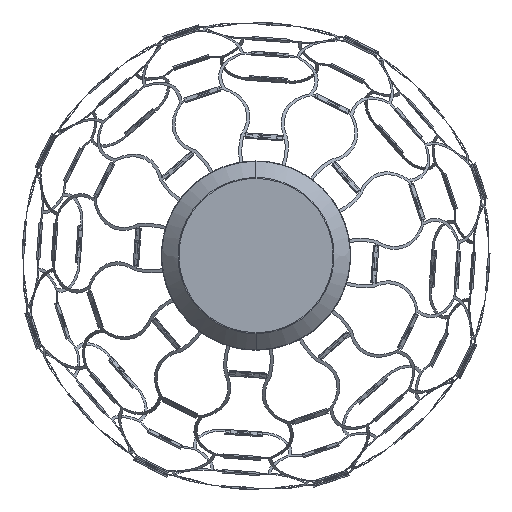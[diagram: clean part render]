
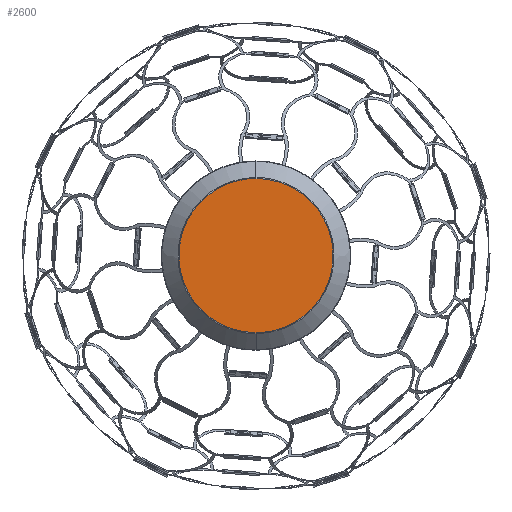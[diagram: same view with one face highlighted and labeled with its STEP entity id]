
A CAD part, top view. The second image highlights one B-rep face of the part: STEP entity #2600.
In plain terms, the highlighted planar face has unit normal (0, 0, 1).
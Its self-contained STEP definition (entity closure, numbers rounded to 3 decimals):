
#2600=ADVANCED_FACE('',(#3788),#21632,.T.);
#3788=FACE_OUTER_BOUND('',#4976,.T.);
#4976=EDGE_LOOP('',(#6178,#6179));
#6178=ORIENTED_EDGE('',*,*,#11792,.F.);
#6179=ORIENTED_EDGE('',*,*,#11797,.F.);
#11792=EDGE_CURVE('',#18941,#18940,#18906,.T.);
#11797=EDGE_CURVE('',#18940,#18941,#18911,.T.);
#18906=(
BOUNDED_CURVE()
B_SPLINE_CURVE(2,(#26015,#26016,#26017,#26018,#26019),.UNSPECIFIED.,.F.,
 .F.)
B_SPLINE_CURVE_WITH_KNOTS((3,2,3),(0.,155.957,311.913),
 .UNSPECIFIED.)
CURVE()
GEOMETRIC_REPRESENTATION_ITEM()
RATIONAL_B_SPLINE_CURVE((1.,0.707,1.,0.707,1.))
REPRESENTATION_ITEM('')
);
#18911=(
BOUNDED_CURVE()
B_SPLINE_CURVE(2,(#26036,#26037,#26038,#26039,#26040),.UNSPECIFIED.,.F.,
 .F.)
B_SPLINE_CURVE_WITH_KNOTS((3,2,3),(0.,155.957,311.913),
 .UNSPECIFIED.)
CURVE()
GEOMETRIC_REPRESENTATION_ITEM()
RATIONAL_B_SPLINE_CURVE((1.,0.707,1.,0.707,1.))
REPRESENTATION_ITEM('')
);
#18940=VERTEX_POINT('',#25987);
#18941=VERTEX_POINT('',#25988);
#21632=PLANE('',#22824);
#22824=AXIS2_PLACEMENT_3D('',#25361,#23983,$);
#23983=DIRECTION('',(0.,0.,1.));
#25361=CARTESIAN_POINT('',(-120.556,-120.556,341.));
#25987=CARTESIAN_POINT('',(0.,99.285,341.));
#25988=CARTESIAN_POINT('',(0.,-99.285,341.));
#26015=CARTESIAN_POINT('',(0.,-99.285,341.));
#26016=CARTESIAN_POINT('',(-99.285,-99.285,341.));
#26017=CARTESIAN_POINT('',(-99.285,0.,341.));
#26018=CARTESIAN_POINT('',(-99.285,99.285,341.));
#26019=CARTESIAN_POINT('',(0.,99.285,341.));
#26036=CARTESIAN_POINT('',(0.,99.285,341.));
#26037=CARTESIAN_POINT('',(99.285,99.285,341.));
#26038=CARTESIAN_POINT('',(99.285,0.,341.));
#26039=CARTESIAN_POINT('',(99.285,-99.285,341.));
#26040=CARTESIAN_POINT('',(0.,-99.285,341.));
